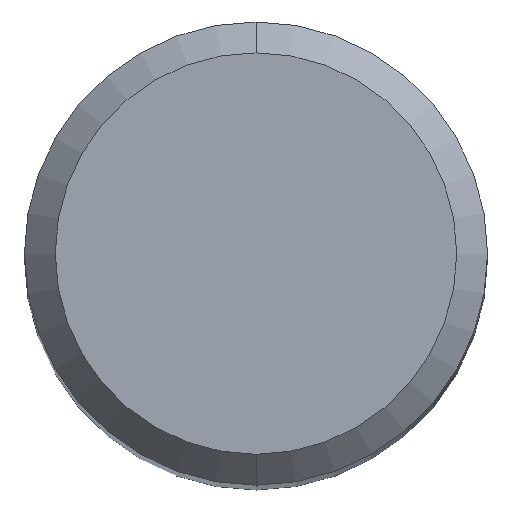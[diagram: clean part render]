
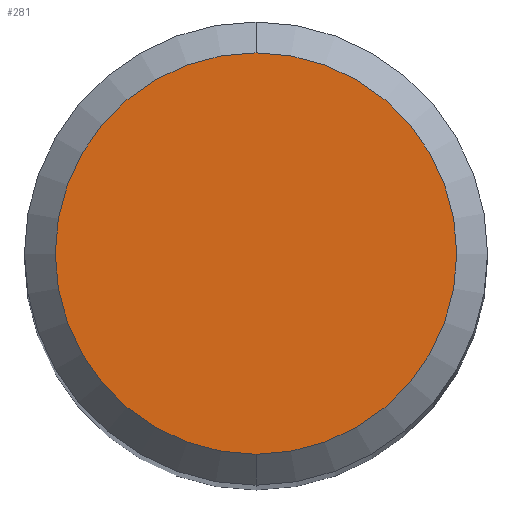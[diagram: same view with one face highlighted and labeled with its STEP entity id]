
A CAD part, top view. The second image highlights one B-rep face of the part: STEP entity #281.
In plain terms, the highlighted planar face has unit normal (0, 0, 1).
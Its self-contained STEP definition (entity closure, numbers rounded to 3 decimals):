
#261=EDGE_CURVE('',#419,#347,#594,.T.);
#281=ADVANCED_FACE('',(#614),#615,.T.);
#321=EDGE_CURVE('',#347,#419,#657,.T.);
#347=VERTEX_POINT('',#686);
#419=VERTEX_POINT('',#766);
#594=CIRCLE('',#1046,2.6);
#614=FACE_OUTER_BOUND('',#1102,.T.);
#615=PLANE('',#1103);
#657=CIRCLE('',#1156,2.6);
#686=CARTESIAN_POINT('',(0.,-2.6,0.0));
#766=CARTESIAN_POINT('',(0.0,2.6,0.0));
#1046=AXIS2_PLACEMENT_3D('',#1604,#1605,#1606);
#1102=EDGE_LOOP('',(#1620,#1621));
#1103=AXIS2_PLACEMENT_3D('',#1622,#1623,#1624);
#1156=AXIS2_PLACEMENT_3D('',#1660,#1661,#1662);
#1604=CARTESIAN_POINT('',(0.0,0.0,0.0));
#1605=DIRECTION('',(0.0,0.0,-1.0));
#1606=DIRECTION('',(0.0,1.0,0.0));
#1620=ORIENTED_EDGE('',*,*,#261,.F.);
#1621=ORIENTED_EDGE('',*,*,#321,.F.);
#1622=CARTESIAN_POINT('',(0.0,1.3,0.0));
#1623=DIRECTION('',(-0.0,0.0,1.0));
#1624=DIRECTION('',(0.0,-1.0,0.0));
#1660=CARTESIAN_POINT('',(0.0,0.0,0.0));
#1661=DIRECTION('',(0.0,0.0,-1.0));
#1662=DIRECTION('',(0.0,1.0,0.0));
